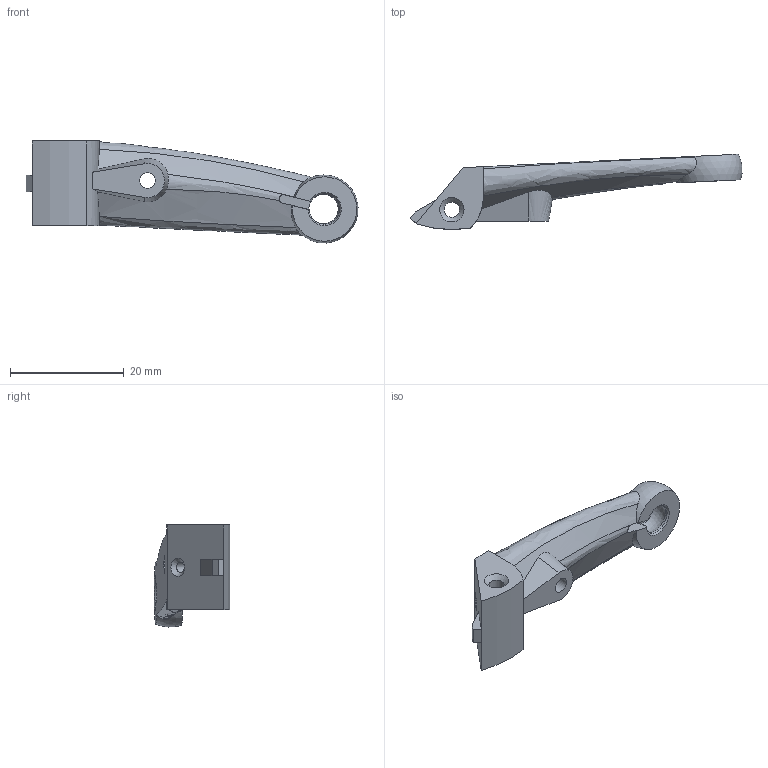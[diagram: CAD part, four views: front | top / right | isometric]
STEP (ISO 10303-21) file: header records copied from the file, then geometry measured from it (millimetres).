
FILE_DESCRIPTION(('FreeCAD Model'),'2;1');
FILE_NAME('Open CASCADE Shape Model','2023-05-31T21:46:44',(''),(''), 'Open CASCADE STEP processor 7.6','FreeCAD','Unknown');
FILE_SCHEMA(('AUTOMOTIVE_DESIGN { 1 0 10303 214 1 1 1 1 }'));
Length unit declared in the file: millimetre
Products named in the file (1): Chamfer248234
Bounding box: 58.31 x 13.26 x 17.92 mm (x, y, z)
Volume: 3664.3 mm3; surface area: 2493.4 mm2
Topology: 1 solids, 1 shells, 47 faces, 128 edges, 85 vertices
Faces by surface type: plane 18, bspline 11, cylinder 8, cone 7, sphere 3
Full cylindrical faces by diameter (mm): 1.8 x1, 2.7 x2, 3.2 x1
Entity records: 4797 total; most frequent: CARTESIAN_POINT 2447, DIRECTION 358, ORIENTED_EDGE 256, PCURVE 256, DEFINITIONAL_REPRESENTATION 256, LINE 169, VECTOR 169, B_SPLINE_CURVE_WITH_KNOTS 136
